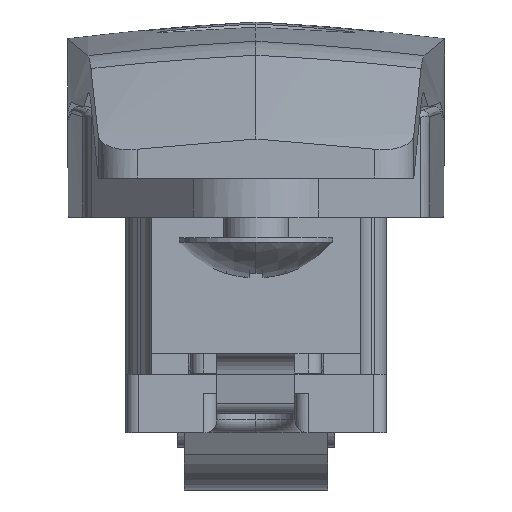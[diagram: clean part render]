
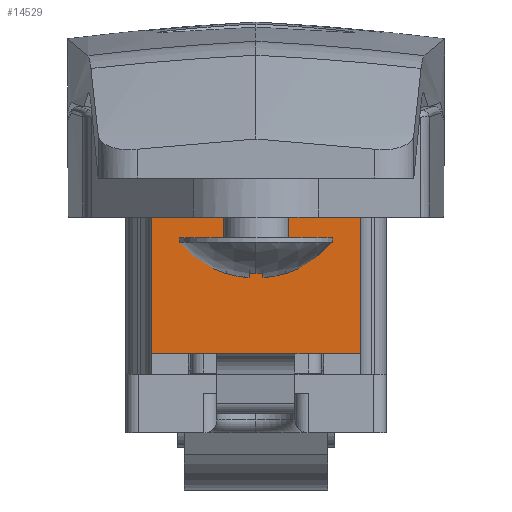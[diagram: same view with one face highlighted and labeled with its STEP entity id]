
A CAD part, front view. The second image highlights one B-rep face of the part: STEP entity #14529.
In plain terms, the highlighted planar face has unit normal (0, -1, 0).
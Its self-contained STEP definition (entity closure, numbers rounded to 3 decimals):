
#1420 = DIRECTION ( 'NONE',  ( 0., 0., 1. ) ) ;
#1768 = VERTEX_POINT ( 'NONE', #25036 ) ;
#3513 = CARTESIAN_POINT ( 'NONE',  ( 8., -100.5, -5.5 ) ) ;
#5449 = DIRECTION ( 'NONE',  ( 1., 0., 0. ) ) ;
#6653 = VERTEX_POINT ( 'NONE', #3513 ) ;
#6909 = CARTESIAN_POINT ( 'NONE',  ( 8., -100.5, -19. ) ) ;
#7181 = EDGE_CURVE ( 'NONE', #1768, #6653, #25081, .T. ) ;
#7831 = ORIENTED_EDGE ( 'NONE', *, *, #25590, .F. ) ;
#8985 = EDGE_CURVE ( 'NONE', #26575, #6653, #11726, .T. ) ;
#10868 = CARTESIAN_POINT ( 'NONE',  ( 8., -100.5, -20.6 ) ) ;
#10971 = ORIENTED_EDGE ( 'NONE', *, *, #12531, .F. ) ;
#11726 = LINE ( 'NONE', #24197, #14680 ) ;
#11939 = CARTESIAN_POINT ( 'NONE',  ( -8., -100.5, -5.5 ) ) ;
#12459 = ORIENTED_EDGE ( 'NONE', *, *, #8985, .F. ) ;
#12531 = EDGE_CURVE ( 'NONE', #1768, #26618, #25447, .T. ) ;
#14529 = ADVANCED_FACE ( 'NONE', ( #19895 ), #19862, .F. ) ;
#14680 = VECTOR ( 'NONE', #5449, 1000. ) ;
#14860 = AXIS2_PLACEMENT_3D ( 'NONE', #15510, #18203, #1420 ) ;
#15510 = CARTESIAN_POINT ( 'NONE',  ( 10., -100.5, -20.6 ) ) ;
#16609 = VECTOR ( 'NONE', #24585, 1000. ) ;
#18203 = DIRECTION ( 'NONE',  ( 0., 1., 0. ) ) ;
#19862 = PLANE ( 'NONE',  #14860 ) ;
#19895 = FACE_OUTER_BOUND ( 'NONE', #24229, .T. ) ;
#20124 = CARTESIAN_POINT ( 'NONE',  ( -8., -100.5, -20.6 ) ) ;
#23306 = LINE ( 'NONE', #20124, #26283 ) ;
#24197 = CARTESIAN_POINT ( 'NONE',  ( 8., -100.5, -5.5 ) ) ;
#24229 = EDGE_LOOP ( 'NONE', ( #10971, #30496, #12459, #7831 ) ) ;
#24585 = DIRECTION ( 'NONE',  ( 0., 0., 1. ) ) ;
#25036 = CARTESIAN_POINT ( 'NONE',  ( 8., -100.5, -19. ) ) ;
#25081 = LINE ( 'NONE', #10868, #16609 ) ;
#25447 = LINE ( 'NONE', #6909, #28064 ) ;
#25590 = EDGE_CURVE ( 'NONE', #26618, #26575, #23306, .T. ) ;
#26283 = VECTOR ( 'NONE', #29635, 1000. ) ;
#26575 = VERTEX_POINT ( 'NONE', #11939 ) ;
#26618 = VERTEX_POINT ( 'NONE', #28439 ) ;
#28063 = DIRECTION ( 'NONE',  ( -1., 0., 0. ) ) ;
#28064 = VECTOR ( 'NONE', #28063, 1000. ) ;
#28439 = CARTESIAN_POINT ( 'NONE',  ( -8., -100.5, -19. ) ) ;
#29635 = DIRECTION ( 'NONE',  ( 0., 0., 1. ) ) ;
#30496 = ORIENTED_EDGE ( 'NONE', *, *, #7181, .T. ) ;
